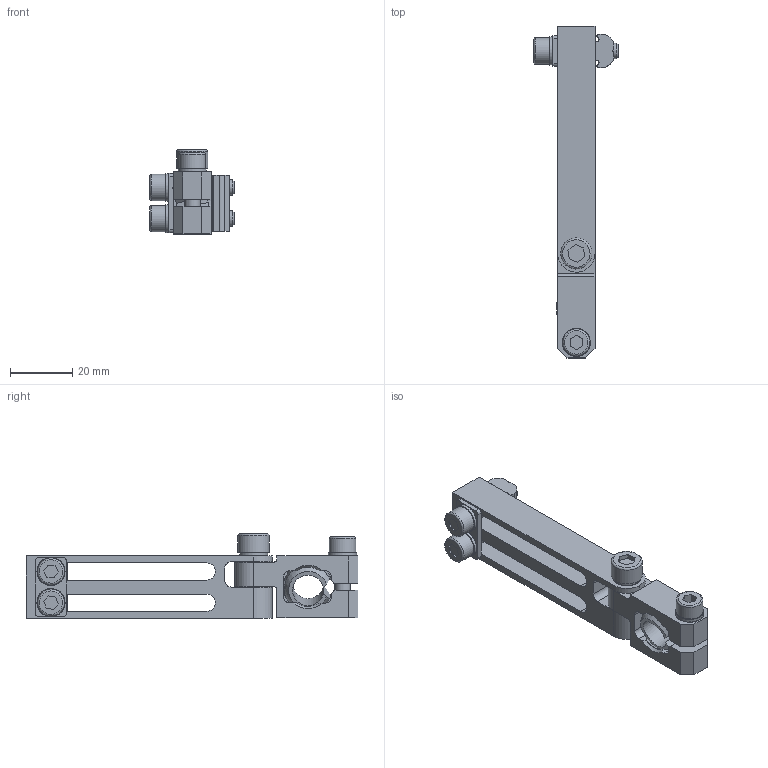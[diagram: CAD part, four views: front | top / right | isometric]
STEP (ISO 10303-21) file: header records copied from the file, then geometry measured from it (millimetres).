
FILE_DESCRIPTION(('STEP AP214'),'1');
FILE_NAME('CA.WSL.KG.X.10.stp','2017-06-09T09:05:51',(' '),(' '),'Spatial InterOp 3D',' ',' ');
FILE_SCHEMA(('automotive_design'));
Length unit declared in the file: millimetre
Products named in the file (11): WSL.KG.X.10.1; WSL.KG.X.10.2; V-tcei M  5 x 20 2; V-tcei M  6 x 20 2; WSL.KG.X.10.3; R.6.SCH; R.5.SCH; R.05.10; V-tcei M  5 x 22; CA.GWP.5.10
Assembly tree (13 placements, depth 2):
  (unnamed)
    WSL.KG.X.10.1
    WSL.KG.X.10.2
    V-tcei M  5 x 20 2
    V-tcei M  6 x 20 2
    WSL.KG.X.10.3
    R.6.SCH
    R.5.SCH  x3
    R.05.10
    V-tcei M  5 x 22  x2
    CA.GWP.5.10
Bounding box: 27 x 106.5 x 27.1 mm (x, y, z)
Volume: 19036.1 mm3; surface area: 15509.3 mm2
Topology: 10 solids, 13 shells, 953 faces, 2777 edges, 1843 vertices
Faces by surface type: plane 870, cylinder 65, torus 8, cone 7, sphere 3
Full cylindrical faces by diameter (mm): 4.134 x2, 4.2 x1, 5 x4, 5.3 x5, 5.5 x1, 6 x2, 6.2 x1, 6.5 x1, 8.5 x3, 9 x4, 10 x1
Entity records: 22754 total; most frequent: CARTESIAN_POINT 3310, DIRECTION 3174, ORIENTED_EDGE 3094, EDGE_CURVE 1547, AXIS2_PLACEMENT_3D 1083, VERTEX_POINT 1043, LINE 1008, VECTOR 1008
